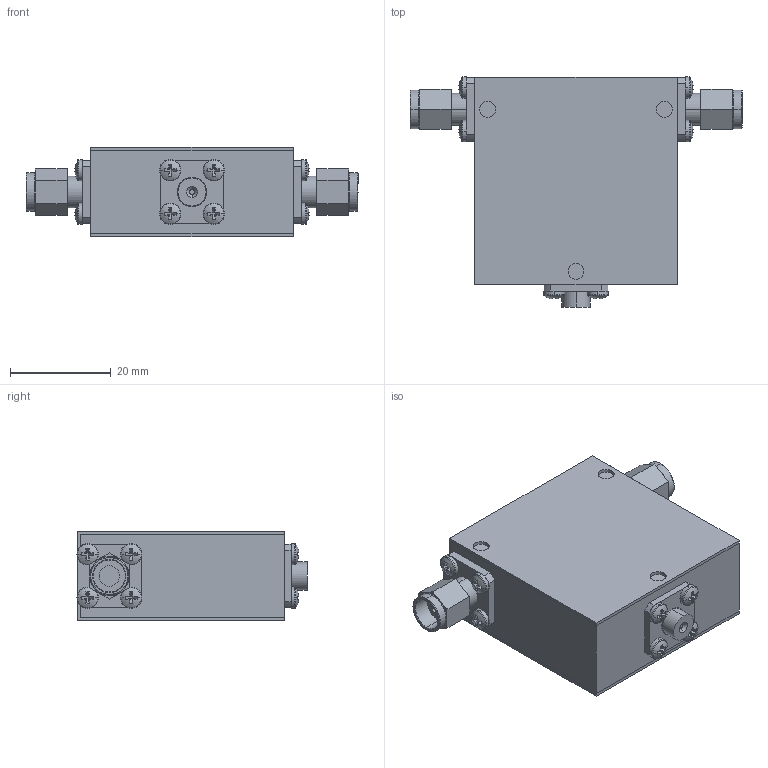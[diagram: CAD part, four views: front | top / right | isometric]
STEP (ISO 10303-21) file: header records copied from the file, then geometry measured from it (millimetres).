
FILE_DESCRIPTION (( 'STEP AP214' ), '1' );
FILE_NAME ('Package 1 Iso MM.step', '2021-12-01T20:56:36', ( '' ), ( '' ), 'SwSTEP 2.0', 'SolidWorks 2016', '' );
FILE_SCHEMA (( 'AUTOMOTIVE_DESIGN' ));
Length unit declared in the file: inch
Products named in the file (6): 030013-1A; pan cross head_ai_CR-PHMS 0.086-56x0.125x0.125-N; Delta SMA-Male; Package Size 1; Package 1; Package 1 Iso MM
Assembly tree (17 placements, depth 2):
  Package 1 Iso MM
    Package Size 1
    Package 1
    030013-1A
    Delta SMA-Male  x2
    pan cross head_ai_CR-PHMS 0.086-56x0.125x0.125-N  x12
Bounding box: 65.89 x 45.68 x 17.78 mm (x, y, z)
Volume: 30932.4 mm3; surface area: 17025.9 mm2
Topology: 17 solids, 17 shells, 430 faces, 980 edges, 604 vertices
Faces by surface type: plane 246, cylinder 118, torus 38, sphere 24, cone 4
Entity records: 4284 total; most frequent: DIRECTION 774, CARTESIAN_POINT 668, ORIENTED_EDGE 632, EDGE_CURVE 316, AXIS2_PLACEMENT_3D 308, VERTEX_POINT 202, EDGE_LOOP 168, CIRCLE 158
